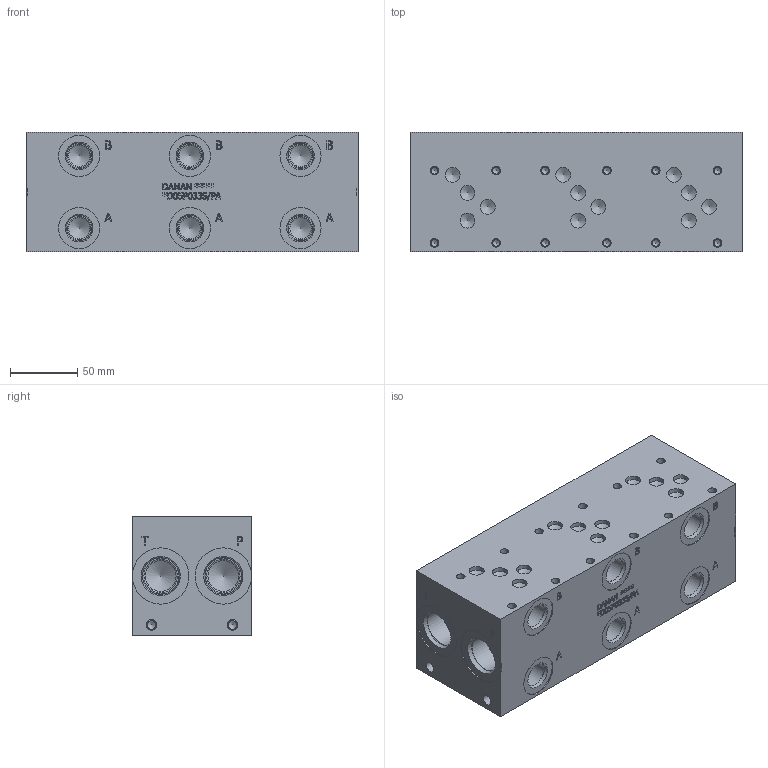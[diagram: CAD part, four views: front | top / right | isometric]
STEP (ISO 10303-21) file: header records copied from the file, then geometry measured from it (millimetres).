
FILE_DESCRIPTION(/* description */ (''),/* implementation_level */ '2;1');
FILE_NAME(/* name */ '_D05P033S_PA.stp',/* time_stamp */ '2023-01-25T12:11:28-05:00',/* author */ ('trevorh'),/* organization */ (''),/* preprocessor_version */ 'ST-DEVELOPER v18',/* originating_system */ 'Autodesk Inventor 2020',/* authorisation */ '');
FILE_SCHEMA (('CONFIG_CONTROL_DESIGN'));
Length unit declared in the file: millimetre
Products named in the file (1): Part_AD05P033S_3D
Bounding box: 247.65 x 88.9 x 88.9 mm (x, y, z)
Volume: 1828017.2 mm3; surface area: 130443.8 mm2
Topology: 1 solids, 1 shells, 736 faces, 2009 edges, 1362 vertices
Faces by surface type: plane 393, bspline 181, cylinder 94, cone 68
Full cylindrical faces by diameter (mm): 5.105 x12, 6.35 x12, 6.528 x4, 7.925 x4, 11.125 x12, 15.875 x6, 17.501 x6, 19.05 x6, 19.253 x6, 23.012 x4, 24.917 x4, 26.99 x2, 27 x2, 27.432 x4, 30.632 x6, 42.037 x4
Entity records: 24663 total; most frequent: CARTESIAN_POINT 6423, ORIENTED_EDGE 3942, DIRECTION 3075, EDGE_CURVE 1971, VERTEX_POINT 1362, LINE 1255, VECTOR 1255, AXIS2_PLACEMENT_3D 910
